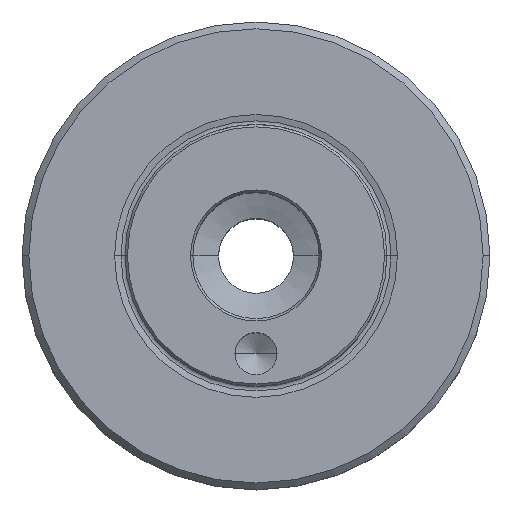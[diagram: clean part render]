
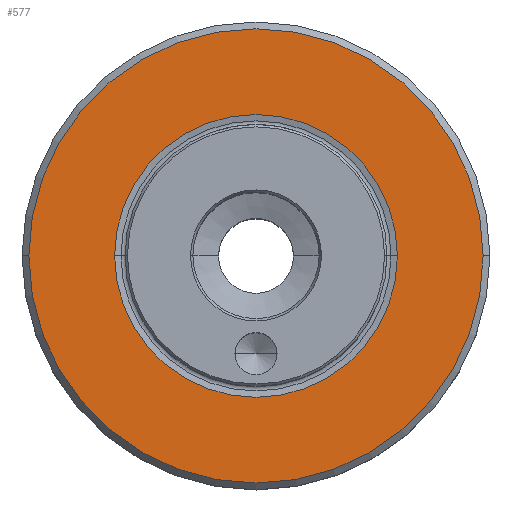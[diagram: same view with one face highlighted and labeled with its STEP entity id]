
A CAD part, top view. The second image highlights one B-rep face of the part: STEP entity #577.
In plain terms, the highlighted planar face has unit normal (0, 0, 1).
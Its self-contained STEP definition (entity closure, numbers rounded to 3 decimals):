
#577=ADVANCED_FACE('NONE',(#1595,#1596),#1597,.T.);
#709=EDGE_CURVE('NONE',#1495,#977,#1743,.T.);
#801=EDGE_CURVE('NONE',#947,#1133,#1844,.T.);
#819=EDGE_CURVE('NONE',#1133,#947,#1864,.T.);
#947=VERTEX_POINT('NONE',#2007);
#977=VERTEX_POINT('NONE',#2042);
#1133=VERTEX_POINT('NONE',#2221);
#1205=EDGE_CURVE('NONE',#977,#1495,#2301,.T.);
#1495=VERTEX_POINT('NONE',#2628);
#1595=FACE_OUTER_BOUND('',#2738,.T.);
#1596=FACE_BOUND('',#2739,.T.);
#1597=PLANE('',#2740);
#1743=CIRCLE('',#2971,24.275);
#1844=CIRCLE('',#3170,15.112);
#1864=CIRCLE('',#3197,15.112);
#2007=CARTESIAN_POINT('',(15.112,0.0,0.));
#2042=CARTESIAN_POINT('',(24.275,0.,0.));
#2221=CARTESIAN_POINT('',(-15.112,0.,0.));
#2301=CIRCLE('',#3838,24.275);
#2628=CARTESIAN_POINT('',(-24.275,0.0,0.));
#2738=EDGE_LOOP('',(#4548,#4549));
#2739=EDGE_LOOP('',(#4550,#4551));
#2740=AXIS2_PLACEMENT_3D('',#4552,#4553,#4554);
#2971=AXIS2_PLACEMENT_3D('',#4718,#4719,#4720);
#3170=AXIS2_PLACEMENT_3D('',#4819,#4820,#4821);
#3197=AXIS2_PLACEMENT_3D('',#4844,#4845,#4846);
#3838=AXIS2_PLACEMENT_3D('',#5430,#5431,#5432);
#4548=ORIENTED_EDGE('',*,*,#709,.F.);
#4549=ORIENTED_EDGE('',*,*,#1205,.F.);
#4550=ORIENTED_EDGE('',*,*,#801,.F.);
#4551=ORIENTED_EDGE('',*,*,#819,.F.);
#4552=CARTESIAN_POINT('',(0.0,25.0,0.));
#4553=DIRECTION('',(0.0,0.0,1.0));
#4554=DIRECTION('',(1.0,0.0,0.0));
#4718=CARTESIAN_POINT('',(0.0,0.0,0.));
#4719=DIRECTION('',(0.0,0.0,-1.0));
#4720=DIRECTION('',(1.0,0.0,0.0));
#4819=CARTESIAN_POINT('',(0.0,0.0,0.));
#4820=DIRECTION('',(0.0,0.0,1.0));
#4821=DIRECTION('',(1.0,0.0,0.0));
#4844=CARTESIAN_POINT('',(0.0,0.0,0.));
#4845=DIRECTION('',(0.0,0.0,1.0));
#4846=DIRECTION('',(1.0,0.0,0.0));
#5430=CARTESIAN_POINT('',(0.0,0.0,0.));
#5431=DIRECTION('',(0.0,0.0,-1.0));
#5432=DIRECTION('',(1.0,0.0,0.0));
